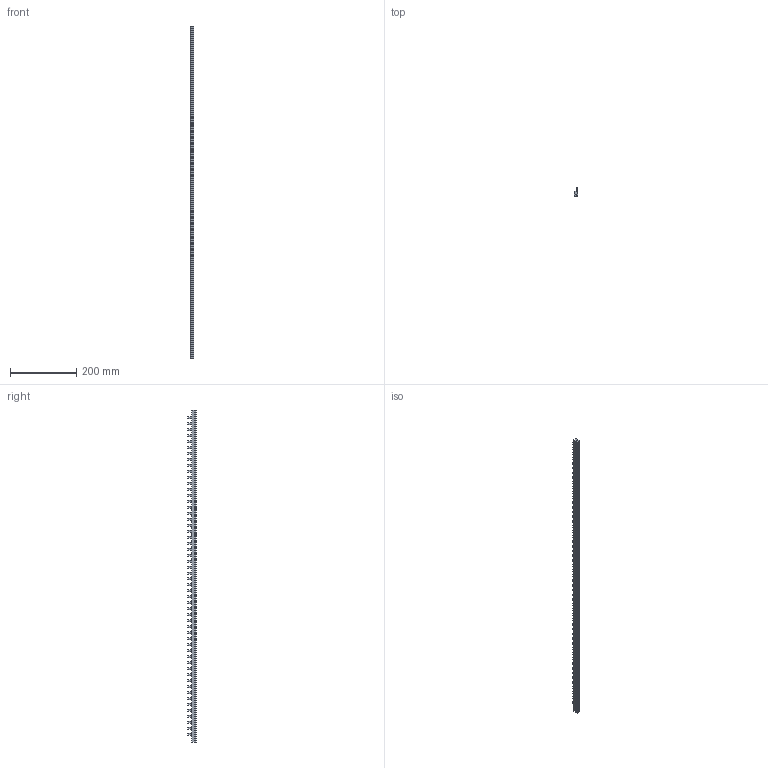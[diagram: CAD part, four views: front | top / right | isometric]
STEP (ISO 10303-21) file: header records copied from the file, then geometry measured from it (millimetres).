
FILE_DESCRIPTION((''),'2;1');
FILE_NAME('PRT0001','2024-01-17T',('Administrator'),(''),'PRO/ENGINEER BY PARAMETRIC TECHNOLOGY CORPORATION, 2013230','PRO/ENGINEER BY PARAMETRIC TECHNOLOGY CORPORATION, 2013230','');
FILE_SCHEMA(('AUTOMOTIVE_DESIGN { 1 0 10303 214 1 1 1 1 }'));
Length unit declared in the file: millimetre
Products named in the file (1): PRT0001
Bounding box: 9.71 x 27 x 1000 mm (x, y, z)
Volume: 134133.1 mm3; surface area: 68722.3 mm2
Topology: 1 solids, 1 shells, 287 faces, 693 edges, 462 vertices
Faces by surface type: plane 285, cylinder 2
Entity records: 8263 total; most frequent: CARTESIAN_POINT 1444, ORIENTED_EDGE 1386, DIRECTION 1271, EDGE_CURVE 693, VECTOR 689, LINE 689, VERTEX_POINT 462, EDGE_LOOP 341
